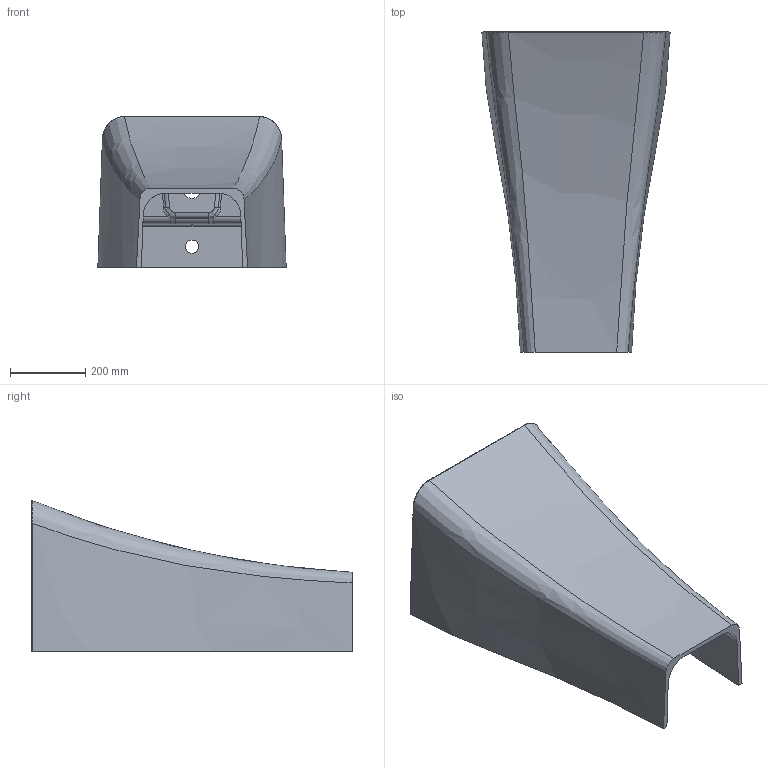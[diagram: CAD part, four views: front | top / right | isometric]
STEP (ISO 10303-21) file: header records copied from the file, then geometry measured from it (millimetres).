
FILE_DESCRIPTION (( 'STEP AP203' ), '1' );
FILE_NAME ('6301070511.STEP', '2020-12-15T21:53:30', ( '' ), ( '' ), 'SwSTEP 2.0', 'SolidWorks 2019', '' );
FILE_SCHEMA (( 'CONFIG_CONTROL_DESIGN' ));
Length unit declared in the file: millimetre
Products named in the file (1): 6301070511
Bounding box: 499.89 x 850 x 400.25 mm (x, y, z)
Volume: 14076429.1 mm3; surface area: 1898106.5 mm2
Topology: 1 solids, 1 shells, 178 faces, 428 edges, 254 vertices
Faces by surface type: bspline 113, cylinder 36, plane 21, cone 4, torus 2, sphere 2
Entity records: 12395 total; most frequent: CARTESIAN_POINT 9052, ORIENTED_EDGE 856, DIRECTION 450, EDGE_CURVE 428, VERTEX_POINT 254, B_SPLINE_CURVE_WITH_KNOTS 198, AXIS2_PLACEMENT_3D 192, EDGE_LOOP 186
